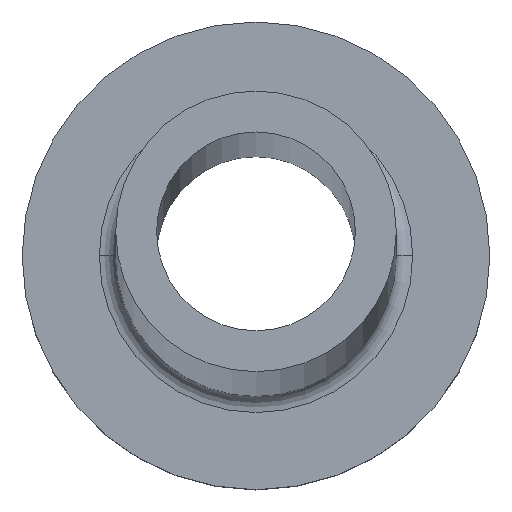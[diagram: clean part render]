
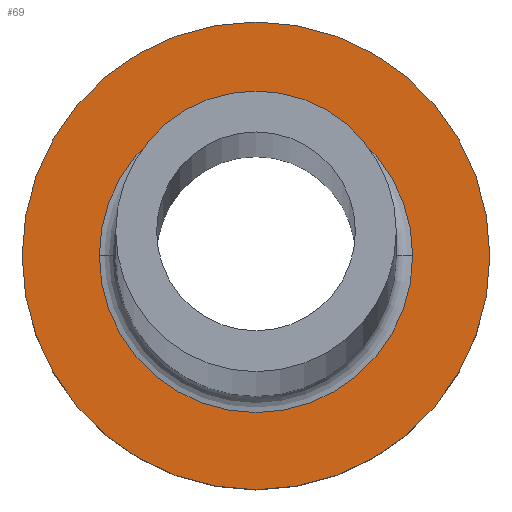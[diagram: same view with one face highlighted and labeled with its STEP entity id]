
A CAD part, top view. The second image highlights one B-rep face of the part: STEP entity #69.
In plain terms, the highlighted planar face has unit normal (0, 0, 1).
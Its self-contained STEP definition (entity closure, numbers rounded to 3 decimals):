
#18 = CIRCLE ( 'NONE', #152, 10. ) ;
#32 = CARTESIAN_POINT ( 'NONE',  ( 0., 0., 7. ) ) ;
#34 = CARTESIAN_POINT ( 'NONE',  ( 6.7, 0., 7. ) ) ;
#36 = EDGE_LOOP ( 'NONE', ( #233, #289 ) ) ;
#41 = DIRECTION ( 'NONE',  ( 0., 0., 1. ) ) ;
#50 = CIRCLE ( 'NONE', #278, 10. ) ;
#55 = EDGE_CURVE ( 'NONE', #299, #246, #176, .T. ) ;
#58 = DIRECTION ( 'NONE',  ( 0., 0., 1. ) ) ;
#69 = ADVANCED_FACE ( 'NONE', ( #260, #236 ), #347, .T. ) ;
#77 = DIRECTION ( 'NONE',  ( 0., 0., -1. ) ) ;
#90 = CARTESIAN_POINT ( 'NONE',  ( 0., 0., 7. ) ) ;
#115 = CARTESIAN_POINT ( 'NONE',  ( 10., 0., 7. ) ) ;
#118 = EDGE_CURVE ( 'NONE', #246, #299, #254, .T. ) ;
#124 = VERTEX_POINT ( 'NONE', #115 ) ;
#139 = CARTESIAN_POINT ( 'NONE',  ( 0., 0., 7. ) ) ;
#146 = AXIS2_PLACEMENT_3D ( 'NONE', #32, #155, #180 ) ;
#152 = AXIS2_PLACEMENT_3D ( 'NONE', #90, #58, #295 ) ;
#155 = DIRECTION ( 'NONE',  ( 0., 0., -1. ) ) ;
#157 = AXIS2_PLACEMENT_3D ( 'NONE', #139, #77, #377 ) ;
#162 = ORIENTED_EDGE ( 'NONE', *, *, #321, .T. ) ;
#171 = ORIENTED_EDGE ( 'NONE', *, *, #228, .T. ) ;
#176 = CIRCLE ( 'NONE', #157, 6.7 ) ;
#180 = DIRECTION ( 'NONE',  ( 1., 0., 0. ) ) ;
#185 = CARTESIAN_POINT ( 'NONE',  ( -10., 0., 7. ) ) ;
#186 = CARTESIAN_POINT ( 'NONE',  ( -6.7, 0., 7. ) ) ;
#226 = DIRECTION ( 'NONE',  ( 1., 0., 0. ) ) ;
#228 = EDGE_CURVE ( 'NONE', #124, #362, #50, .T. ) ;
#231 = DIRECTION ( 'NONE',  ( 1., 0., 0. ) ) ;
#233 = ORIENTED_EDGE ( 'NONE', *, *, #118, .T. ) ;
#236 = FACE_OUTER_BOUND ( 'NONE', #279, .T. ) ;
#246 = VERTEX_POINT ( 'NONE', #34 ) ;
#254 = CIRCLE ( 'NONE', #146, 6.7 ) ;
#260 = FACE_BOUND ( 'NONE', #36, .T. ) ;
#261 = CARTESIAN_POINT ( 'NONE',  ( 0., 0., 7. ) ) ;
#278 = AXIS2_PLACEMENT_3D ( 'NONE', #297, #41, #226 ) ;
#279 = EDGE_LOOP ( 'NONE', ( #162, #171 ) ) ;
#289 = ORIENTED_EDGE ( 'NONE', *, *, #55, .T. ) ;
#290 = DIRECTION ( 'NONE',  ( 0., 0., 1. ) ) ;
#295 = DIRECTION ( 'NONE',  ( 1., 0., 0. ) ) ;
#297 = CARTESIAN_POINT ( 'NONE',  ( 0., 0., 7. ) ) ;
#299 = VERTEX_POINT ( 'NONE', #186 ) ;
#321 = EDGE_CURVE ( 'NONE', #362, #124, #18, .T. ) ;
#322 = AXIS2_PLACEMENT_3D ( 'NONE', #261, #290, #231 ) ;
#347 = PLANE ( 'NONE',  #322 ) ;
#362 = VERTEX_POINT ( 'NONE', #185 ) ;
#377 = DIRECTION ( 'NONE',  ( 1., 0., 0. ) ) ;
